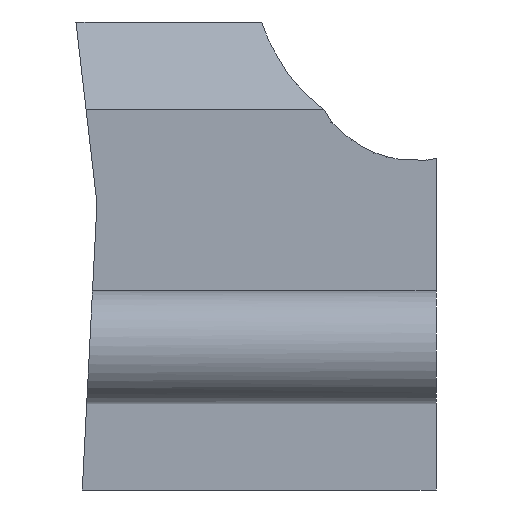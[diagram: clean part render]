
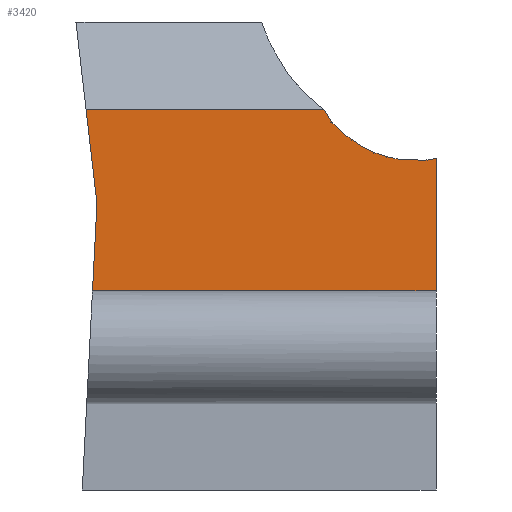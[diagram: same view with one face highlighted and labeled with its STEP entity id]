
A CAD part, left-side view. The second image highlights one B-rep face of the part: STEP entity #3420.
In plain terms, the highlighted planar face has unit normal (-1, 0, 0).
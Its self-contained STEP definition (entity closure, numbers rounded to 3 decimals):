
#295=FACE_OUTER_BOUND('',#527,.T.);
#527=EDGE_LOOP('',(#2358,#2359,#2360,#2361,#2362,#2363,#2364,#2365,#2366,
#2367,#2368,#2369,#2370,#2371,#2372,#2373,#2374,#2375));
#785=LINE('',#4813,#1180);
#834=LINE('',#4913,#1229);
#847=LINE('',#4939,#1242);
#848=LINE('',#4940,#1243);
#849=LINE('',#4942,#1244);
#850=LINE('',#4944,#1245);
#851=LINE('',#4946,#1246);
#852=LINE('',#4948,#1247);
#853=LINE('',#4950,#1248);
#854=LINE('',#4952,#1249);
#855=LINE('',#4954,#1250);
#856=LINE('',#4956,#1251);
#857=LINE('',#4958,#1252);
#858=LINE('',#4960,#1253);
#859=LINE('',#4962,#1254);
#860=LINE('',#4964,#1255);
#861=LINE('',#4966,#1256);
#862=LINE('',#4967,#1257);
#1180=VECTOR('',#3926,23.14);
#1229=VECTOR('',#3985,16.027);
#1242=VECTOR('',#4000,6.409);
#1243=VECTOR('',#4001,5.873);
#1244=VECTOR('',#4002,8.928);
#1245=VECTOR('',#4003,0.546);
#1246=VECTOR('',#4004,0.357);
#1247=VECTOR('',#4005,0.715);
#1248=VECTOR('',#4006,0.878);
#1249=VECTOR('',#4007,0.809);
#1250=VECTOR('',#4008,1.038);
#1251=VECTOR('',#4009,0.681);
#1252=VECTOR('',#4010,1.021);
#1253=VECTOR('',#4011,0.353);
#1254=VECTOR('',#4012,1.278);
#1255=VECTOR('',#4013,0.194);
#1256=VECTOR('',#4014,0.103);
#1257=VECTOR('',#4015,0.817);
#1580=VERTEX_POINT('',#4809);
#1581=VERTEX_POINT('',#4811);
#1626=VERTEX_POINT('',#4910);
#1627=VERTEX_POINT('',#4912);
#1639=VERTEX_POINT('',#4938);
#1640=VERTEX_POINT('',#4941);
#1641=VERTEX_POINT('',#4943);
#1642=VERTEX_POINT('',#4945);
#1643=VERTEX_POINT('',#4947);
#1644=VERTEX_POINT('',#4949);
#1645=VERTEX_POINT('',#4951);
#1646=VERTEX_POINT('',#4953);
#1647=VERTEX_POINT('',#4955);
#1648=VERTEX_POINT('',#4957);
#1649=VERTEX_POINT('',#4959);
#1650=VERTEX_POINT('',#4961);
#1651=VERTEX_POINT('',#4963);
#1652=VERTEX_POINT('',#4965);
#1821=EDGE_CURVE('',#1580,#1581,#785,.T.);
#1870=EDGE_CURVE('',#1627,#1626,#834,.T.);
#1883=EDGE_CURVE('',#1639,#1626,#847,.T.);
#1884=EDGE_CURVE('',#1580,#1639,#848,.T.);
#1885=EDGE_CURVE('',#1640,#1581,#849,.T.);
#1886=EDGE_CURVE('',#1641,#1640,#850,.T.);
#1887=EDGE_CURVE('',#1642,#1641,#851,.T.);
#1888=EDGE_CURVE('',#1643,#1642,#852,.T.);
#1889=EDGE_CURVE('',#1644,#1643,#853,.T.);
#1890=EDGE_CURVE('',#1645,#1644,#854,.T.);
#1891=EDGE_CURVE('',#1646,#1645,#855,.T.);
#1892=EDGE_CURVE('',#1647,#1646,#856,.T.);
#1893=EDGE_CURVE('',#1648,#1647,#857,.T.);
#1894=EDGE_CURVE('',#1649,#1648,#858,.T.);
#1895=EDGE_CURVE('',#1650,#1649,#859,.T.);
#1896=EDGE_CURVE('',#1651,#1650,#860,.T.);
#1897=EDGE_CURVE('',#1652,#1651,#861,.T.);
#1898=EDGE_CURVE('',#1627,#1652,#862,.T.);
#2358=ORIENTED_EDGE('',*,*,#1883,.F.);
#2359=ORIENTED_EDGE('',*,*,#1884,.F.);
#2360=ORIENTED_EDGE('',*,*,#1821,.T.);
#2361=ORIENTED_EDGE('',*,*,#1885,.F.);
#2362=ORIENTED_EDGE('',*,*,#1886,.F.);
#2363=ORIENTED_EDGE('',*,*,#1887,.F.);
#2364=ORIENTED_EDGE('',*,*,#1888,.F.);
#2365=ORIENTED_EDGE('',*,*,#1889,.F.);
#2366=ORIENTED_EDGE('',*,*,#1890,.F.);
#2367=ORIENTED_EDGE('',*,*,#1891,.F.);
#2368=ORIENTED_EDGE('',*,*,#1892,.F.);
#2369=ORIENTED_EDGE('',*,*,#1893,.F.);
#2370=ORIENTED_EDGE('',*,*,#1894,.F.);
#2371=ORIENTED_EDGE('',*,*,#1895,.F.);
#2372=ORIENTED_EDGE('',*,*,#1896,.F.);
#2373=ORIENTED_EDGE('',*,*,#1897,.F.);
#2374=ORIENTED_EDGE('',*,*,#1898,.F.);
#2375=ORIENTED_EDGE('',*,*,#1870,.T.);
#3210=PLANE('',#3662);
#3420=ADVANCED_FACE('',(#295),#3210,.T.);
#3662=AXIS2_PLACEMENT_3D('',#4937,#3998,#3999);
#3926=DIRECTION('',(0.,-1.,0.));
#3985=DIRECTION('',(0.,1.,0.));
#3998=DIRECTION('center_axis',(-1.,0.,0.));
#3999=DIRECTION('ref_axis',(0.,0.,1.));
#4000=DIRECTION('',(0.,0.115,0.993));
#4001=DIRECTION('',(0.,-0.051,0.999));
#4002=DIRECTION('',(0.,0.,-1.));
#4003=DIRECTION('',(0.,-0.988,0.154));
#4004=DIRECTION('',(0.,-0.983,0.181));
#4005=DIRECTION('',(0.,-0.992,-0.126));
#4006=DIRECTION('',(0.,-1.,0.004));
#4007=DIRECTION('',(0.,-0.979,-0.203));
#4008=DIRECTION('',(0.,-0.948,-0.318));
#4009=DIRECTION('',(0.,-0.896,-0.443));
#4010=DIRECTION('',(0.,-0.838,-0.545));
#4011=DIRECTION('',(0.,-0.792,-0.61));
#4012=DIRECTION('',(0.,-0.735,-0.678));
#4013=DIRECTION('',(0.,-0.671,-0.742));
#4014=DIRECTION('',(0.,-0.55,-0.835));
#4015=DIRECTION('',(0.,-0.513,-0.858));
#4809=CARTESIAN_POINT('',(-9.8,-72.986,-173.783));
#4811=CARTESIAN_POINT('',(-9.8,-96.125,-173.783));
#4813=CARTESIAN_POINT('',(-9.8,-96.125,-173.783));
#4910=CARTESIAN_POINT('',(-9.8,-72.551,-161.55));
#4912=CARTESIAN_POINT('',(-9.8,-88.578,-161.55));
#4913=CARTESIAN_POINT('',(-9.8,-96.125,-161.55));
#4937=CARTESIAN_POINT('Origin',(-9.8,-96.125,-173.783));
#4938=CARTESIAN_POINT('',(-9.8,-73.286,-167.917));
#4939=CARTESIAN_POINT('',(-9.8,-73.411,-168.999));
#4940=CARTESIAN_POINT('',(-9.8,-73.076,-172.015));
#4941=CARTESIAN_POINT('',(-9.8,-96.125,-164.855));
#4942=CARTESIAN_POINT('',(-9.8,-96.125,-167.825));
#4943=CARTESIAN_POINT('',(-9.8,-95.586,-164.939));
#4944=CARTESIAN_POINT('',(-9.8,-94.992,-165.031));
#4945=CARTESIAN_POINT('',(-9.8,-95.234,-165.004));
#4946=CARTESIAN_POINT('',(-9.8,-95.628,-164.931));
#4947=CARTESIAN_POINT('',(-9.8,-94.525,-164.913));
#4948=CARTESIAN_POINT('',(-9.8,-95.623,-165.053));
#4949=CARTESIAN_POINT('',(-9.8,-93.647,-164.917));
#4950=CARTESIAN_POINT('',(-9.8,-95.604,-164.909));
#4951=CARTESIAN_POINT('',(-9.8,-92.855,-164.753));
#4952=CARTESIAN_POINT('',(-9.8,-94.961,-165.189));
#4953=CARTESIAN_POINT('',(-9.8,-91.871,-164.422));
#4954=CARTESIAN_POINT('',(-9.8,-95.938,-165.787));
#4955=CARTESIAN_POINT('',(-9.8,-91.26,-164.12));
#4956=CARTESIAN_POINT('',(-9.8,-94.971,-165.956));
#4957=CARTESIAN_POINT('',(-9.8,-90.404,-163.563));
#4958=CARTESIAN_POINT('',(-9.8,-95.266,-166.726));
#4959=CARTESIAN_POINT('',(-9.8,-90.124,-163.348));
#4960=CARTESIAN_POINT('',(-9.8,-94.58,-166.78));
#4961=CARTESIAN_POINT('',(-9.8,-89.184,-162.482));
#4962=CARTESIAN_POINT('',(-9.8,-94.318,-167.213));
#4963=CARTESIAN_POINT('',(-9.8,-89.054,-162.338));
#4964=CARTESIAN_POINT('',(-9.8,-93.506,-167.259));
#4965=CARTESIAN_POINT('',(-9.8,-88.997,-162.252));
#4966=CARTESIAN_POINT('',(-9.8,-92.305,-167.271));
#4967=CARTESIAN_POINT('',(-9.8,-92.309,-167.796));
